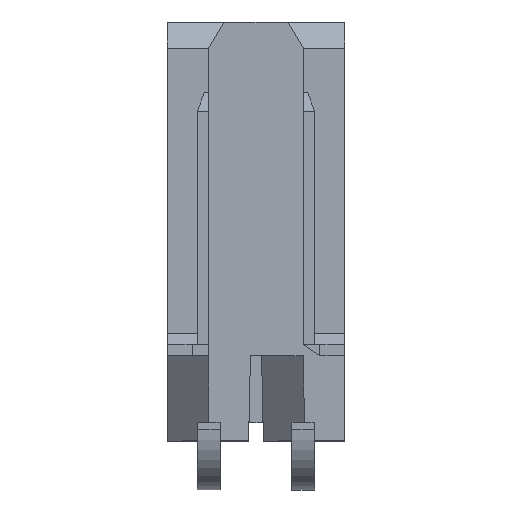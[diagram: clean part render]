
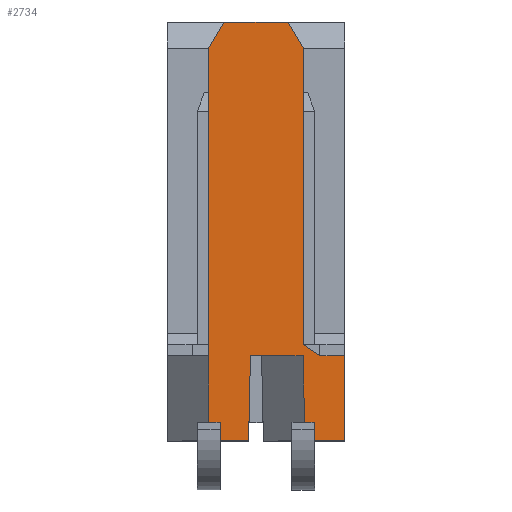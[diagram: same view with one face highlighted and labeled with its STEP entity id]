
A CAD part, top view. The second image highlights one B-rep face of the part: STEP entity #2734.
In plain terms, the highlighted face is planar.
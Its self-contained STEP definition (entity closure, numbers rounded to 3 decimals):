
#72=ORIENTED_EDGE('',*,*,#636,.F.);
#73=ORIENTED_EDGE('',*,*,#637,.F.);
#74=ORIENTED_EDGE('',*,*,#638,.F.);
#75=ORIENTED_EDGE('',*,*,#639,.F.);
#76=ORIENTED_EDGE('',*,*,#640,.F.);
#77=ORIENTED_EDGE('',*,*,#641,.F.);
#78=ORIENTED_EDGE('',*,*,#642,.T.);
#79=ORIENTED_EDGE('',*,*,#643,.F.);
#80=ORIENTED_EDGE('',*,*,#644,.F.);
#81=ORIENTED_EDGE('',*,*,#625,.T.);
#82=ORIENTED_EDGE('',*,*,#645,.F.);
#83=ORIENTED_EDGE('',*,*,#646,.F.);
#84=ORIENTED_EDGE('',*,*,#647,.T.);
#85=ORIENTED_EDGE('',*,*,#648,.T.);
#86=ORIENTED_EDGE('',*,*,#649,.T.);
#87=ORIENTED_EDGE('',*,*,#650,.F.);
#88=ORIENTED_EDGE('',*,*,#651,.F.);
#89=ORIENTED_EDGE('',*,*,#652,.F.);
#625=EDGE_CURVE('',#906,#911,#1094,.T.);
#636=EDGE_CURVE('',#918,#919,#1105,.T.);
#637=EDGE_CURVE('',#920,#918,#1106,.T.);
#638=EDGE_CURVE('',#921,#920,#1107,.T.);
#639=EDGE_CURVE('',#922,#921,#1108,.T.);
#640=EDGE_CURVE('',#923,#922,#1109,.T.);
#641=EDGE_CURVE('',#924,#923,#1110,.T.);
#642=EDGE_CURVE('',#924,#925,#1111,.T.);
#643=EDGE_CURVE('',#926,#925,#1112,.T.);
#644=EDGE_CURVE('',#906,#926,#1113,.T.);
#645=EDGE_CURVE('',#927,#911,#1114,.T.);
#646=EDGE_CURVE('',#928,#927,#1115,.T.);
#647=EDGE_CURVE('',#928,#929,#1116,.T.);
#648=EDGE_CURVE('',#929,#930,#1117,.T.);
#649=EDGE_CURVE('',#930,#931,#1118,.T.);
#650=EDGE_CURVE('',#932,#931,#1119,.T.);
#651=EDGE_CURVE('',#933,#932,#1120,.T.);
#652=EDGE_CURVE('',#919,#933,#1121,.T.);
#906=VERTEX_POINT('',#3502);
#911=VERTEX_POINT('',#3511);
#918=VERTEX_POINT('',#3535);
#919=VERTEX_POINT('',#3536);
#920=VERTEX_POINT('',#3538);
#921=VERTEX_POINT('',#3540);
#922=VERTEX_POINT('',#3542);
#923=VERTEX_POINT('',#3544);
#924=VERTEX_POINT('',#3546);
#925=VERTEX_POINT('',#3548);
#926=VERTEX_POINT('',#3550);
#927=VERTEX_POINT('',#3553);
#928=VERTEX_POINT('',#3555);
#929=VERTEX_POINT('',#3557);
#930=VERTEX_POINT('',#3559);
#931=VERTEX_POINT('',#3561);
#932=VERTEX_POINT('',#3563);
#933=VERTEX_POINT('',#3565);
#1094=LINE('',#3512,#1370);
#1105=LINE('',#3534,#1381);
#1106=LINE('',#3537,#1382);
#1107=LINE('',#3539,#1383);
#1108=LINE('',#3541,#1384);
#1109=LINE('',#3543,#1385);
#1110=LINE('',#3545,#1386);
#1111=LINE('',#3547,#1387);
#1112=LINE('',#3549,#1388);
#1113=LINE('',#3551,#1389);
#1114=LINE('',#3552,#1390);
#1115=LINE('',#3554,#1391);
#1116=LINE('',#3556,#1392);
#1117=LINE('',#3558,#1393);
#1118=LINE('',#3560,#1394);
#1119=LINE('',#3562,#1395);
#1120=LINE('',#3564,#1396);
#1121=LINE('',#3566,#1397);
#1370=VECTOR('',#2984,1000.);
#1381=VECTOR('',#3005,1000.);
#1382=VECTOR('',#3006,1000.);
#1383=VECTOR('',#3007,1000.);
#1384=VECTOR('',#3008,1000.);
#1385=VECTOR('',#3009,1000.);
#1386=VECTOR('',#3010,1000.);
#1387=VECTOR('',#3011,1000.);
#1388=VECTOR('',#3012,1000.);
#1389=VECTOR('',#3013,1000.);
#1390=VECTOR('',#3014,1000.);
#1391=VECTOR('',#3015,1000.);
#1392=VECTOR('',#3016,1000.);
#1393=VECTOR('',#3017,1000.);
#1394=VECTOR('',#3018,1000.);
#1395=VECTOR('',#3019,1000.);
#1396=VECTOR('',#3020,1000.);
#1397=VECTOR('',#3021,1000.);
#1640=EDGE_LOOP('',(#72,#73,#74,#75,#76,#77,#78,#79,#80,#81,#82,#83,#84,
#85,#86,#87,#88,#89));
#1753=FACE_BOUND('',#1640,.T.);
#1866=PLANE('',#2850);
#2734=ADVANCED_FACE('',(#1753),#1866,.T.);
#2850=AXIS2_PLACEMENT_3D('',#3533,#3003,#3004);
#2984=DIRECTION('',(0.022,0.,-1.));
#3003=DIRECTION('',(0.,-1.,0.));
#3004=DIRECTION('',(-1.,0.,0.));
#3005=DIRECTION('',(1.,0.,0.));
#3006=DIRECTION('',(0.5,0.,0.866));
#3007=DIRECTION('',(0.,0.,1.));
#3008=DIRECTION('',(0.,0.,1.));
#3009=DIRECTION('',(-1.,0.,0.));
#3010=DIRECTION('',(0.,0.,1.));
#3011=DIRECTION('',(1.,0.,0.));
#3012=DIRECTION('',(-0.022,0.,-1.));
#3013=DIRECTION('',(-1.,0.,0.));
#3014=DIRECTION('',(-1.,0.,0.));
#3015=DIRECTION('',(0.,0.,1.));
#3016=DIRECTION('',(1.,0.,0.));
#3017=DIRECTION('',(0.,0.,1.));
#3018=DIRECTION('',(-1.,0.,0.));
#3019=DIRECTION('',(0.832,0.,-0.555));
#3020=DIRECTION('',(0.,0.,-1.));
#3021=DIRECTION('',(0.5,0.,-0.866));
#3502=CARTESIAN_POINT('',(-1.12,0.,2.3));
#3511=CARTESIAN_POINT('',(-1.081,0.,0.5));
#3512=CARTESIAN_POINT('',(-1.07,0.,0.));
#3533=CARTESIAN_POINT('',(-2.54,0.,0.));
#3534=CARTESIAN_POINT('',(-12.4,0.,11.3));
#3535=CARTESIAN_POINT('',(-3.256,0.,11.3));
#3536=CARTESIAN_POINT('',(-1.524,0.,11.3));
#3537=CARTESIAN_POINT('',(-9.78,0.,0.));
#3538=CARTESIAN_POINT('',(-3.66,0.,10.6));
#3539=CARTESIAN_POINT('',(-3.66,0.,0.));
#3540=CARTESIAN_POINT('',(-3.66,0.,2.3));
#3541=CARTESIAN_POINT('',(-3.66,0.,1.3));
#3542=CARTESIAN_POINT('',(-3.66,0.,0.5));
#3543=CARTESIAN_POINT('',(-4.78,0.,0.5));
#3544=CARTESIAN_POINT('',(-3.36,0.,0.5));
#3545=CARTESIAN_POINT('',(-3.36,0.,0.));
#3546=CARTESIAN_POINT('',(-3.36,0.,0.));
#3547=CARTESIAN_POINT('',(-4.78,0.,0.));
#3548=CARTESIAN_POINT('',(-2.59,0.,0.));
#3549=CARTESIAN_POINT('',(-2.59,0.,0.));
#3550=CARTESIAN_POINT('',(-2.54,0.,2.3));
#3551=CARTESIAN_POINT('',(-9.86,0.,2.3));
#3552=CARTESIAN_POINT('',(-9.86,0.,0.5));
#3553=CARTESIAN_POINT('',(-0.82,0.,0.5));
#3554=CARTESIAN_POINT('',(-0.82,0.,0.));
#3555=CARTESIAN_POINT('',(-0.82,0.,0.));
#3556=CARTESIAN_POINT('',(-9.86,0.,0.));
#3557=CARTESIAN_POINT('',(0.,0.,0.));
#3558=CARTESIAN_POINT('',(0.,0.,0.));
#3559=CARTESIAN_POINT('',(0.,0.,2.3));
#3560=CARTESIAN_POINT('',(-9.86,0.,2.3));
#3561=CARTESIAN_POINT('',(-0.67,0.,2.3));
#3562=CARTESIAN_POINT('',(-1.12,0.,2.6));
#3563=CARTESIAN_POINT('',(-1.12,0.,2.6));
#3564=CARTESIAN_POINT('',(-1.12,0.,0.));
#3565=CARTESIAN_POINT('',(-1.12,0.,10.6));
#3566=CARTESIAN_POINT('',(5.,0.,0.));
